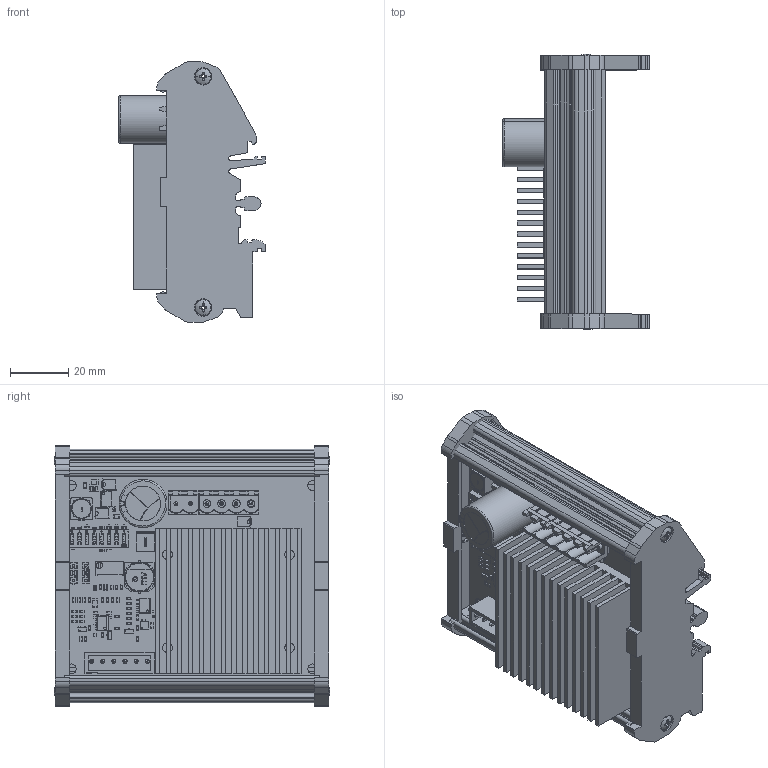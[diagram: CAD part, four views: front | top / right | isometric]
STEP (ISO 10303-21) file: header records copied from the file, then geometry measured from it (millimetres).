
FILE_DESCRIPTION(('FreeCAD Model'),'2;1');
FILE_NAME('Open CASCADE Shape Model','2022-06-02T11:46:32',('Author'),( ''),'Open CASCADE STEP processor 7.5','FreeCAD','Unknown');
FILE_SCHEMA(('AUTOMOTIVE_DESIGN { 1 0 10303 214 1 1 1 1 }'));
Products named in the file (1): SMD Ñáîðêà 2,8
Bounding box: 50.47 x 94.71 x 89.61 mm (x, y, z)
Surface area: 71052.8 mm2 (no closed solid volume)
Topology: 0 solids, 269 shells, 1610 faces, 6679 edges, 5224 vertices
Faces by surface type: plane 1129, cylinder 416, torus 37, sphere 10, bspline 10, cone 8
Entity records: 168701 total; most frequent: CARTESIAN_POINT 60403, DIRECTION 13502, ORIENTED_EDGE 9449, PCURVE 9449, DEFINITIONAL_REPRESENTATION 9449, LINE 7638, VECTOR 7638, EDGE_CURVE 6678
